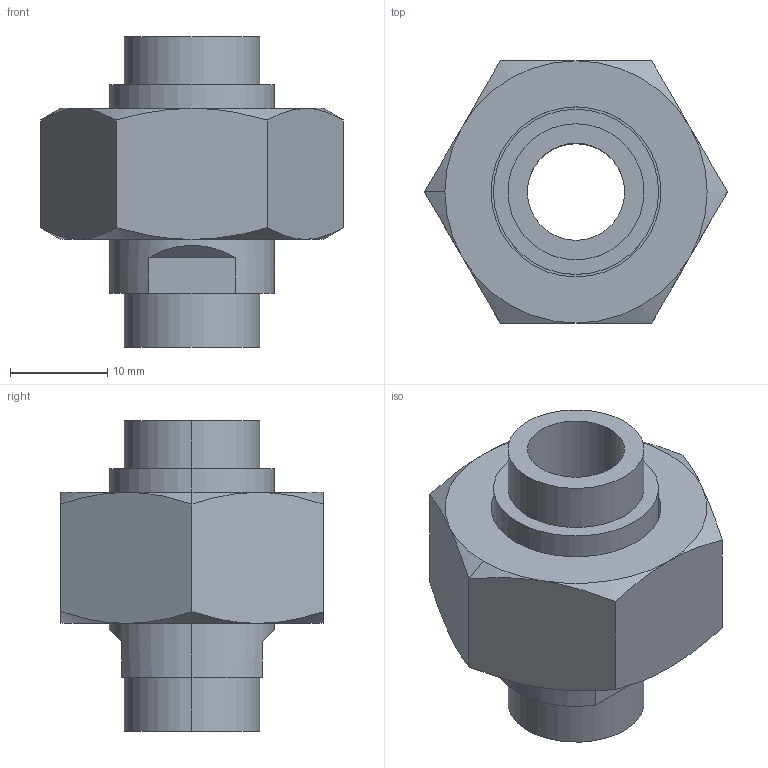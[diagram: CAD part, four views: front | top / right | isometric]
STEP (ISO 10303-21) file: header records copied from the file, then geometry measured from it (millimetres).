
FILE_DESCRIPTION (( 'STEP AP203' ), '1' );
FILE_NAME ('11-8131-01_outokumpu.step', '2015-08-07T11:29:24', ( '' ), ( '' ), 'SwSTEP 2.0', 'SolidWorks 2008', '' );
FILE_SCHEMA (( 'CONFIG_CONTROL_DESIGN' ));
Length unit declared in the file: millimetre
Products named in the file (5): 11-8131-01_outokumpu; nipple-13-444-095_outokumpu_nipple-13-444-095_outokumpu; case-13-555-275_outokumpu_case-13-555-275_outokumpu; seal-11-8131-01_outokumpu_seal-11-8131-01_outokumpu; nut-13-222-085_outokumpu_nut-13-222-085_outokumpu
Assembly tree (4 placements, depth 2):
  11-8131-01_outokumpu
    seal-11-8131-01_outokumpu_seal-11-8131-01_outokumpu
    nut-13-222-085_outokumpu_nut-13-222-085_outokumpu
    case-13-555-275_outokumpu_case-13-555-275_outokumpu
    nipple-13-444-095_outokumpu_nipple-13-444-095_outokumpu
Bounding box: 31.18 x 27 x 32 mm (x, y, z)
Volume: 8908.1 mm3; surface area: 6951.8 mm2
Topology: 4 solids, 4 shells, 65 faces, 138 edges, 86 vertices
Faces by surface type: cylinder 24, plane 23, cone 18
Entity records: 2391 total; most frequent: CARTESIAN_POINT 446, DIRECTION 324, ORIENTED_EDGE 276, AXIS2_PLACEMENT_3D 140, EDGE_CURVE 138, VERTEX_POINT 86, EDGE_LOOP 78, CIRCLE 68
